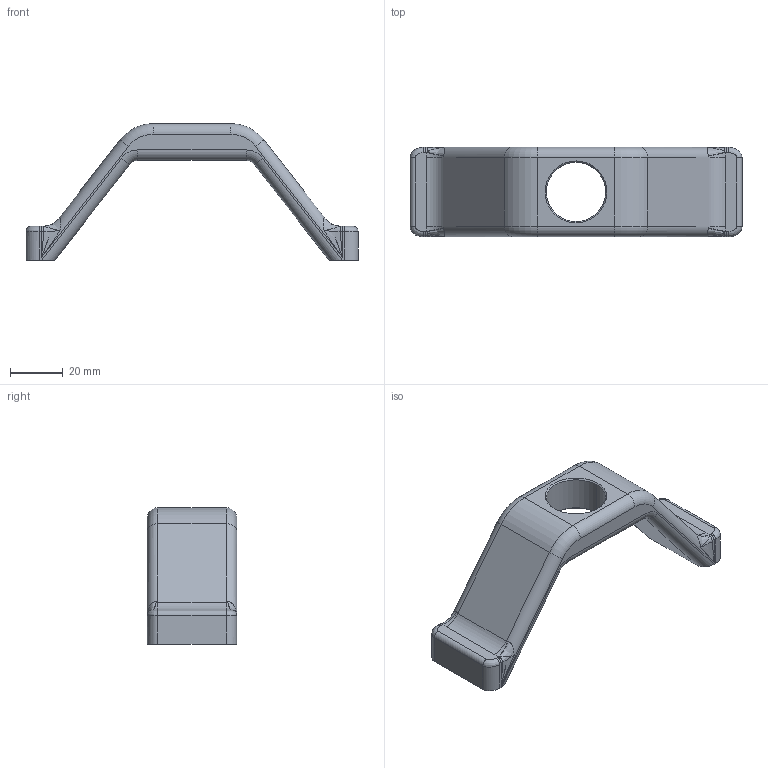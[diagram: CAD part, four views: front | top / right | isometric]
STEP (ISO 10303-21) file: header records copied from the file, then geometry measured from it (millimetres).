
FILE_DESCRIPTION (( 'STEP AP214' ), '1' );
FILE_NAME ('Bearing_clamp.STEP', '2024-12-08T11:47:15', ( '' ), ( '' ), 'SwSTEP 2.0', 'SolidWorks 2024', '' );
FILE_SCHEMA (( 'AUTOMOTIVE_DESIGN' ));
Length unit declared in the file: millimetre
Products named in the file (1): Bearing_clamp
Bounding box: 126.25 x 34 x 52 mm (x, y, z)
Volume: 50658.3 mm3; surface area: 14775 mm2
Topology: 1 solids, 1 shells, 112 faces, 258 edges, 148 vertices
Faces by surface type: cylinder 42, bspline 36, plane 22, torus 8, cone 4
Entity records: 5173 total; most frequent: CARTESIAN_POINT 1639, ORIENTED_EDGE 500, DIRECTION 444, EDGE_CURVE 250, AXIS2_PLACEMENT_3D 177, VERTEX_POINT 148, EDGE_LOOP 122, UNCERTAINTY_MEASURE_WITH_UNIT 114
